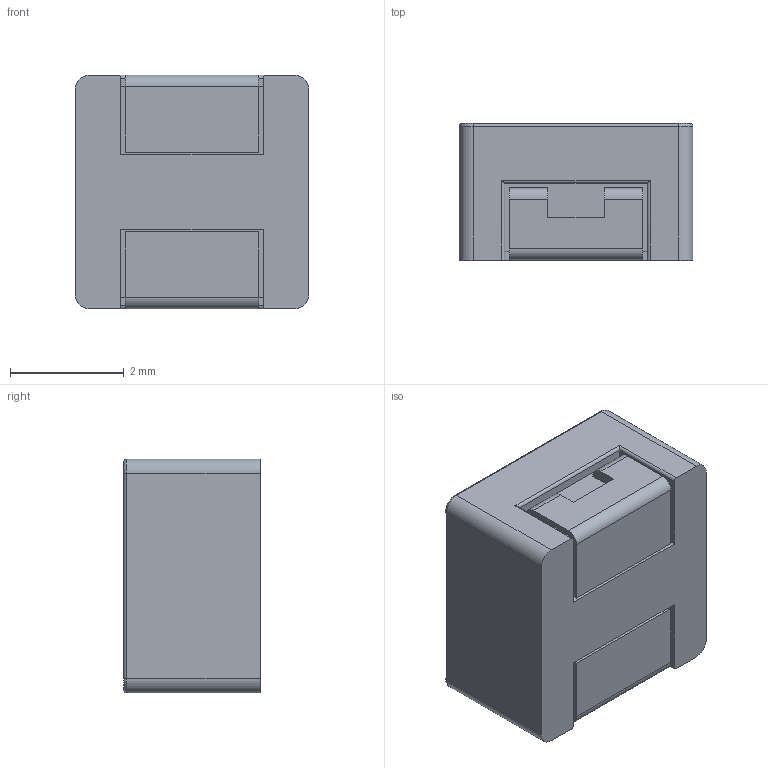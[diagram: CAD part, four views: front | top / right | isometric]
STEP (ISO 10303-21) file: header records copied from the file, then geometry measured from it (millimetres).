
FILE_DESCRIPTION (( 'STEP AP214' ), '1' );
FILE_NAME ('Ind_4_1x4_1.STEP', '2020-03-21T16:26:35', ( '' ), ( '' ), 'SwSTEP 2.0', 'SolidWorks 2016', '' );
FILE_SCHEMA (( 'AUTOMOTIVE_DESIGN' ));
Length unit declared in the file: millimetre
Products named in the file (1): Ind_4_1x4_1
Bounding box: 4.1 x 2.4 x 4.1 mm (x, y, z)
Surface area: 91.7 mm2
Topology: 2 solids, 2 shells, 63 faces, 162 edges, 104 vertices
Faces by surface type: plane 37, cylinder 22, torus 4
Entity records: 2174 total; most frequent: CARTESIAN_POINT 342, DIRECTION 326, ORIENTED_EDGE 324, EDGE_CURVE 162, VECTOR 118, LINE 118, AXIS2_PLACEMENT_3D 104, VERTEX_POINT 104
